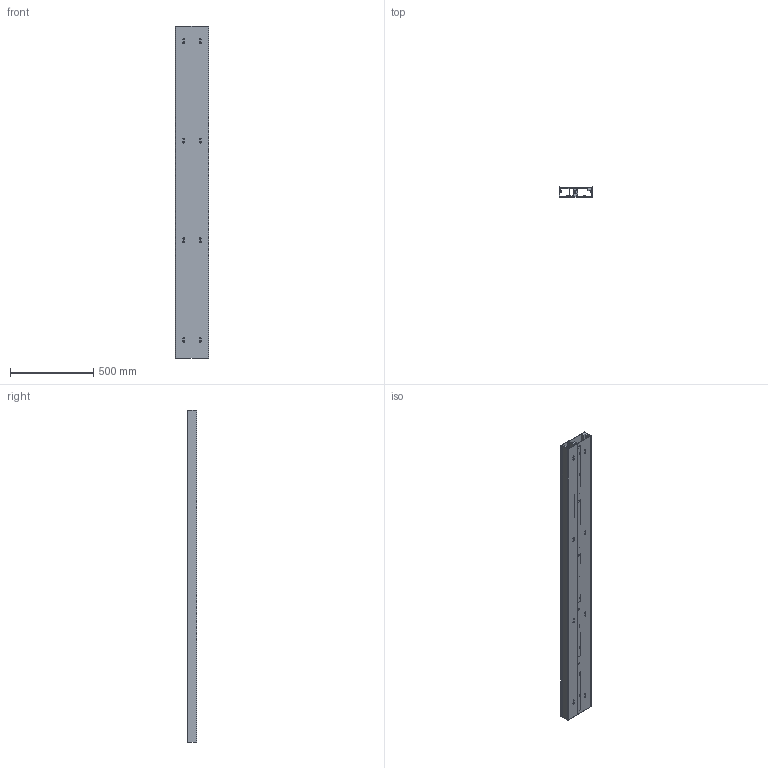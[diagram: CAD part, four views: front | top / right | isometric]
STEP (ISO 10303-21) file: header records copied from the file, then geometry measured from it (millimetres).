
FILE_DESCRIPTION((''),'2;1');
FILE_NAME('BKB200601_ASM','2022-12-05T10:59:18',('hollstem'),(''),'CREO PARAMETRIC BY PTC INC, 2022024','CREO PARAMETRIC BY PTC INC, 2022024','');
FILE_SCHEMA(('AUTOMOTIVE_DESIGN { 1 0 10303 214 1 1 1 1 }'));
Length unit declared in the file: millimetre
Products named in the file (12): T-01017; T-01028_AF0; T-01515_ASM; T-01024; T-01025_AF0; T-01026_ASM; T-01531_ASM; T-01031; 63187-M; 63189-M_ASM; T-01054; BKB200601_ASM
Assembly tree (16 placements, depth 4):
  BKB200601_ASM
    T-01017
    T-01515_ASM
      T-01028_AF0
    T-01024
    T-01531_ASM
      T-01026_ASM
        T-01025_AF0
    T-01031
    63189-M_ASM  x5
      63187-M
    T-01054  x2
Bounding box: 200 x 58 x 2000 mm (x, y, z)
Volume: 4968412.5 mm3; surface area: 3294685.7 mm2
Topology: 12 solids, 42 shells, 394 faces, 2709 edges, 2451 vertices
Faces by surface type: plane 242, cylinder 110, torus 32, cone 10
Entity records: 22703 total; most frequent: CARTESIAN_POINT 4367, DIRECTION 2324, ORIENTED_EDGE 1140, PRESENTATION_STYLE_ASSIGNMENT 941, STYLED_ITEM 937, PROPERTY_DEFINITION 935, CURVE_STYLE 927, REPRESENTATION 925
